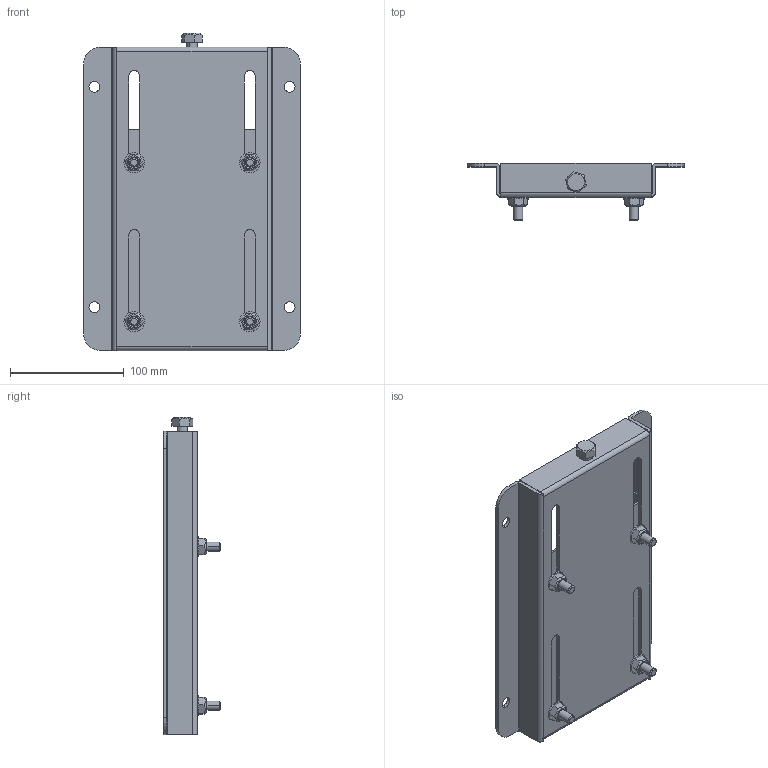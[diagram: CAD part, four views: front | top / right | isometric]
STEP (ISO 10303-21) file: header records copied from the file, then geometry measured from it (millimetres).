
FILE_DESCRIPTION (( 'STEP AP214' ), '1' );
FILE_NAME ('W143T.STEP', '2021-05-04T20:07:11', ( '' ), ( '' ), 'SwSTEP 2.0', 'SolidWorks 2017', '' );
FILE_SCHEMA (( 'AUTOMOTIVE_DESIGN' ));
Length unit declared in the file: inch
Products named in the file (1): W143T
Bounding box: 190.5 x 50.02 x 278.7 mm (x, y, z)
Volume: 283213.5 mm3; surface area: 216277.9 mm2
Topology: 17 solids, 17 shells, 300 faces, 749 edges, 488 vertices
Faces by surface type: plane 155, cylinder 97, cone 48
Entity records: 13687 total; most frequent: CARTESIAN_POINT 2210, DIRECTION 1533, ORIENTED_EDGE 1498, EDGE_CURVE 749, AXIS2_PLACEMENT_3D 555, VERTEX_POINT 488, VECTOR 423, LINE 423
